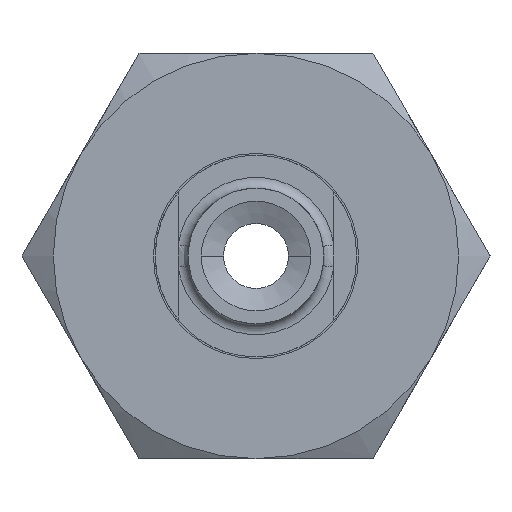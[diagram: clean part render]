
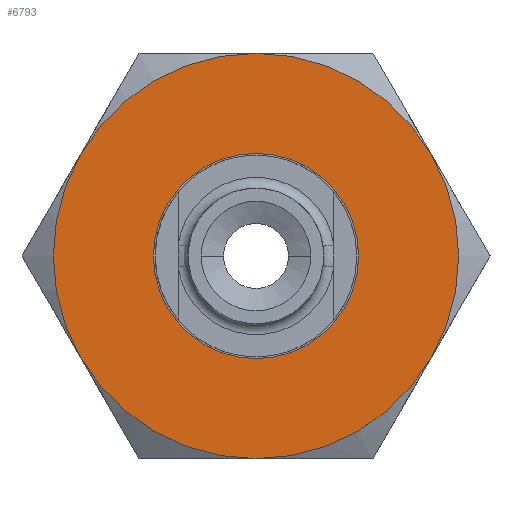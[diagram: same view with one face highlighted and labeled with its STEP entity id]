
A CAD part, left-side view. The second image highlights one B-rep face of the part: STEP entity #6793.
In plain terms, the highlighted planar face has unit normal (-1, 0, 0).
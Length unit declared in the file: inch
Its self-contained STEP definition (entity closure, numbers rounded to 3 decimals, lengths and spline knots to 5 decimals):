
#9 = CARTESIAN_POINT ( 'NONE',  ( -0.9445, 0.28475, 0. ) ) ;
#37 = CARTESIAN_POINT ( 'NONE',  ( -0.9445, 0.48714, 0.28125 ) ) ;
#73 = DIRECTION ( 'NONE',  ( -1., 0., 0. ) ) ;
#342 = DIRECTION ( 'NONE',  ( 0., 0., 1. ) ) ;
#363 = DIRECTION ( 'NONE',  ( -1., 0., 0. ) ) ;
#417 = DIRECTION ( 'NONE',  ( 0., 0., 1. ) ) ;
#927 = EDGE_CURVE ( 'NONE', #11373, #10903, #8060, .T. ) ;
#1156 = VERTEX_POINT ( 'NONE', #9221 ) ;
#1163 = EDGE_CURVE ( 'NONE', #4150, #8311, #8587, .T. ) ;
#1398 = EDGE_CURVE ( 'NONE', #10842, #4608, #10846, .T. ) ;
#1491 = EDGE_CURVE ( 'NONE', #4546, #10842, #14375, .T. ) ;
#1743 = CARTESIAN_POINT ( 'NONE',  ( -0.9445, -0.48714, 0.28125 ) ) ;
#2287 = CARTESIAN_POINT ( 'NONE',  ( -0.9445, 0., 0. ) ) ;
#2396 = CARTESIAN_POINT ( 'NONE',  ( -0.9445, -0.48714, -0.28125 ) ) ;
#2509 = CARTESIAN_POINT ( 'NONE',  ( -0.9445, 0., 0. ) ) ;
#2674 = CARTESIAN_POINT ( 'NONE',  ( -0.9445, 0., 0. ) ) ;
#3199 = DIRECTION ( 'NONE',  ( -1., 0., 0. ) ) ;
#3618 = CARTESIAN_POINT ( 'NONE',  ( -0.9445, 0., 0. ) ) ;
#3768 = AXIS2_PLACEMENT_3D ( 'NONE', #2509, #10108, #342 ) ;
#3945 = ORIENTED_EDGE ( 'NONE', *, *, #6420, .T. ) ;
#4150 = VERTEX_POINT ( 'NONE', #37 ) ;
#4348 = ORIENTED_EDGE ( 'NONE', *, *, #927, .F. ) ;
#4546 = VERTEX_POINT ( 'NONE', #7044 ) ;
#4608 = VERTEX_POINT ( 'NONE', #1743 ) ;
#4748 = CARTESIAN_POINT ( 'NONE',  ( -0.9445, 0., 0. ) ) ;
#4908 = ORIENTED_EDGE ( 'NONE', *, *, #1398, .T. ) ;
#5387 = ORIENTED_EDGE ( 'NONE', *, *, #5546, .F. ) ;
#5546 = EDGE_CURVE ( 'NONE', #10903, #11373, #11853, .T. ) ;
#5599 = CIRCLE ( 'NONE', #10460, 0.5625 ) ;
#5904 = DIRECTION ( 'NONE',  ( 0., 0., 1. ) ) ;
#6135 = AXIS2_PLACEMENT_3D ( 'NONE', #3618, #7961, #10217 ) ;
#6420 = EDGE_CURVE ( 'NONE', #8311, #4546, #5599, .T. ) ;
#6437 = CARTESIAN_POINT ( 'NONE',  ( -0.9445, 0.48714, -0.28125 ) ) ;
#6447 = CARTESIAN_POINT ( 'NONE',  ( -0.9445, 0., 0. ) ) ;
#6589 = EDGE_LOOP ( 'NONE', ( #7720, #13208, #3945, #7491, #4908, #7813 ) ) ;
#6793 = ADVANCED_FACE ( 'NONE', ( #10306, #11877 ), #7623, .F. ) ;
#6894 = AXIS2_PLACEMENT_3D ( 'NONE', #10357, #11463, #5904 ) ;
#7044 = CARTESIAN_POINT ( 'NONE',  ( -0.9445, 0., -0.5625 ) ) ;
#7491 = ORIENTED_EDGE ( 'NONE', *, *, #1491, .T. ) ;
#7623 = PLANE ( 'NONE',  #13745 ) ;
#7720 = ORIENTED_EDGE ( 'NONE', *, *, #12984, .T. ) ;
#7768 = DIRECTION ( 'NONE',  ( 0., 0., 1. ) ) ;
#7813 = ORIENTED_EDGE ( 'NONE', *, *, #11504, .T. ) ;
#7961 = DIRECTION ( 'NONE',  ( -1., 0., 0. ) ) ;
#8060 = CIRCLE ( 'NONE', #6894, 0.28475 ) ;
#8080 = CARTESIAN_POINT ( 'NONE',  ( -0.9445, 0., 0.28475 ) ) ;
#8243 = CIRCLE ( 'NONE', #14097, 0.5625 ) ;
#8311 = VERTEX_POINT ( 'NONE', #6437 ) ;
#8587 = CIRCLE ( 'NONE', #6135, 0.5625 ) ;
#9221 = CARTESIAN_POINT ( 'NONE',  ( -0.9445, 0., 0.5625 ) ) ;
#10108 = DIRECTION ( 'NONE',  ( -1., 0., 0. ) ) ;
#10142 = CIRCLE ( 'NONE', #10881, 0.5625 ) ;
#10217 = DIRECTION ( 'NONE',  ( 0., 0., 1. ) ) ;
#10276 = DIRECTION ( 'NONE',  ( 0., 0., 1. ) ) ;
#10306 = FACE_BOUND ( 'NONE', #11278, .T. ) ;
#10357 = CARTESIAN_POINT ( 'NONE',  ( -0.9445, 0., 0. ) ) ;
#10460 = AXIS2_PLACEMENT_3D ( 'NONE', #2287, #73, #7768 ) ;
#10842 = VERTEX_POINT ( 'NONE', #2396 ) ;
#10846 = CIRCLE ( 'NONE', #11093, 0.5625 ) ;
#10881 = AXIS2_PLACEMENT_3D ( 'NONE', #4748, #363, #417 ) ;
#10897 = DIRECTION ( 'NONE',  ( 0., 0., 1. ) ) ;
#10903 = VERTEX_POINT ( 'NONE', #12584 ) ;
#11079 = DIRECTION ( 'NONE',  ( 0., 0., -1. ) ) ;
#11093 = AXIS2_PLACEMENT_3D ( 'NONE', #6447, #3199, #14385 ) ;
#11206 = CARTESIAN_POINT ( 'NONE',  ( -0.9445, 0., 0. ) ) ;
#11278 = EDGE_LOOP ( 'NONE', ( #4348, #5387 ) ) ;
#11373 = VERTEX_POINT ( 'NONE', #8080 ) ;
#11463 = DIRECTION ( 'NONE',  ( -1., 0., 0. ) ) ;
#11504 = EDGE_CURVE ( 'NONE', #4608, #1156, #8243, .T. ) ;
#11853 = CIRCLE ( 'NONE', #3768, 0.28475 ) ;
#11877 = FACE_OUTER_BOUND ( 'NONE', #6589, .T. ) ;
#12170 = DIRECTION ( 'NONE',  ( -1., 0., 0. ) ) ;
#12458 = DIRECTION ( 'NONE',  ( -1., 0., 0. ) ) ;
#12584 = CARTESIAN_POINT ( 'NONE',  ( -0.9445, 0., -0.28475 ) ) ;
#12984 = EDGE_CURVE ( 'NONE', #1156, #4150, #10142, .T. ) ;
#13201 = DIRECTION ( 'NONE',  ( 1., 0., 0. ) ) ;
#13208 = ORIENTED_EDGE ( 'NONE', *, *, #1163, .T. ) ;
#13445 = AXIS2_PLACEMENT_3D ( 'NONE', #11206, #12170, #10897 ) ;
#13745 = AXIS2_PLACEMENT_3D ( 'NONE', #9, #13201, #11079 ) ;
#14097 = AXIS2_PLACEMENT_3D ( 'NONE', #2674, #12458, #10276 ) ;
#14375 = CIRCLE ( 'NONE', #13445, 0.5625 ) ;
#14385 = DIRECTION ( 'NONE',  ( 0., 0., 1. ) ) ;
